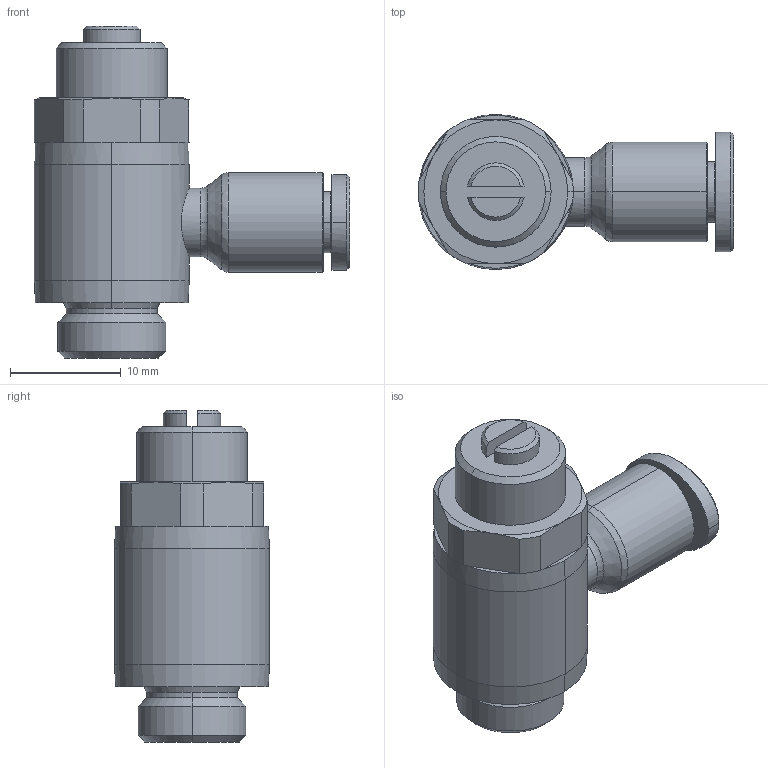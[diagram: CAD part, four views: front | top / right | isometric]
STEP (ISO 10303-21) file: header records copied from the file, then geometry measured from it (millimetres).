
FILE_DESCRIPTION (( 'STEP AP214' ), '1' );
FILE_NAME ('GNSH04-G01_OUT.STEP', '2015-10-28T13:42:25', ( '' ), ( '' ), 'SwSTEP 2.0', 'SolidWorks 2015', '' );
FILE_SCHEMA (( 'AUTOMOTIVE_DESIGN' ));
Length unit declared in the file: millimetre
Products named in the file (2): ｦ+ﾃｦ1; GNSH04-G01_OUT
Assembly tree (1 placements, depth 2):
  GNSH04-G01_OUT
    ｦ+ﾃｦ1
Bounding box: 28.5 x 14 x 30 mm (x, y, z)
Volume: 4129.2 mm3; surface area: 2222 mm2
Topology: 1 solids, 1 shells, 452 faces, 1245 edges, 818 vertices
Faces by surface type: plane 357, bspline 32, cone 31, cylinder 30, torus 2
Entity records: 15708 total; most frequent: CARTESIAN_POINT 3746, ORIENTED_EDGE 2490, DIRECTION 2119, EDGE_CURVE 1245, LINE 1035, VECTOR 1035, VERTEX_POINT 818, AXIS2_PLACEMENT_3D 542
